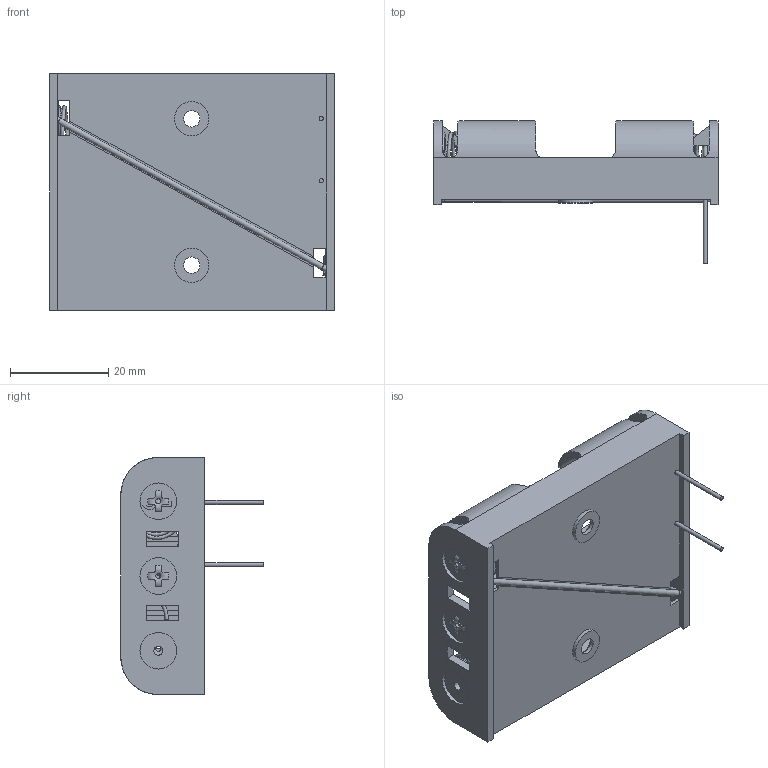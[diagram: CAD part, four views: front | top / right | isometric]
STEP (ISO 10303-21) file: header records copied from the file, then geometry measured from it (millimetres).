
FILE_DESCRIPTION (( 'STEP AP214' ), '1' );
FILE_NAME ('2464.STEP', '2021-06-29T15:35:50', ( '' ), ( '' ), 'SwSTEP 2.0', 'SolidWorks 2013', '' );
FILE_SCHEMA (( 'AUTOMOTIVE_DESIGN' ));
Length unit declared in the file: inch
Products named in the file (1): 2464
Bounding box: 58.09 x 28.98 x 48.29 mm (x, y, z)
Volume: 7716.8 mm3; surface area: 15370.2 mm2
Topology: 12 solids, 12 shells, 640 faces, 1685 edges, 1107 vertices
Faces by surface type: plane 447, cylinder 94, bspline 76, torus 21, cone 2
Full cylindrical faces by diameter (mm): 0.686 x1, 0.864 x2, 0.889 x2, 1.024 x5, 1.219 x3, 1.778 x13, 2.286 x2, 3.353 x2, 3.429 x2, 6.985 x2, 7.468 x6
Entity records: 35696 total; most frequent: CARTESIAN_POINT 12100, ORIENTED_EDGE 3208, DIRECTION 2728, EDGE_CURVE 1604, VECTOR 1170, LINE 1170, VERTEX_POINT 1096, EDGE_LOOP 802
